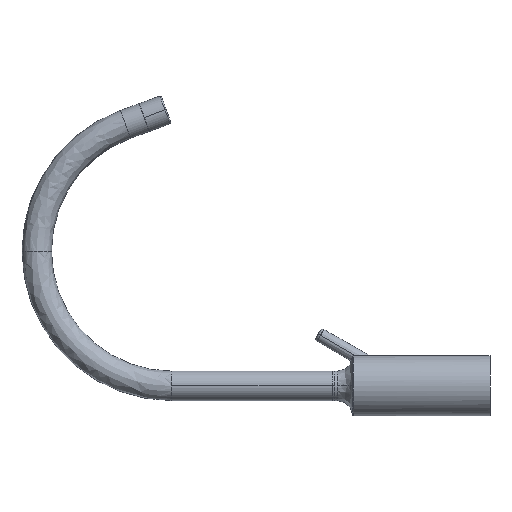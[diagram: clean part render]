
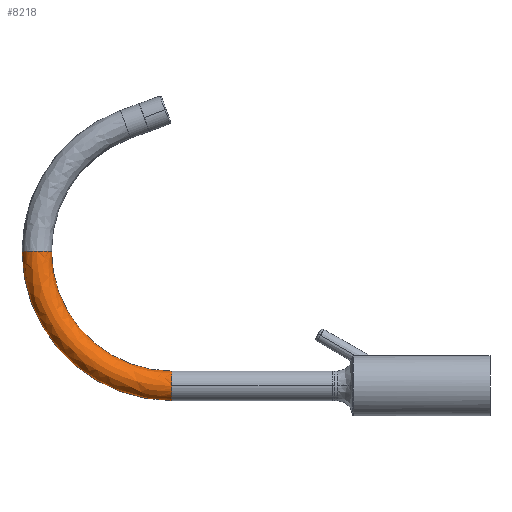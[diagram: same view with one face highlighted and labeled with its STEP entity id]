
A CAD part, left-side view. The second image highlights one B-rep face of the part: STEP entity #8218.
In plain terms, the highlighted free-form (B-spline) face has degree [3, 3] with [7, 4] control points.
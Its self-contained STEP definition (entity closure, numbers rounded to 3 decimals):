
#17 = CARTESIAN_POINT ( 'NONE',  ( -6.678, 300.058, 11.4 ) ) ;
#306 = EDGE_CURVE ( 'NONE', #8148, #4971, #2827, .T. ) ;
#375 = CARTESIAN_POINT ( 'NONE',  ( 0., 361.25, 104.085 ) ) ;
#383 = CARTESIAN_POINT ( 'NONE',  ( 0., 245.765, 0. ) ) ;
#550 = CARTESIAN_POINT ( 'NONE',  ( -6.678, 338.45, 104.085 ) ) ;
#635 = ORIENTED_EDGE ( 'NONE', *, *, #7193, .F. ) ;
#756 = CARTESIAN_POINT ( 'NONE',  ( -11.4, 356.528, 104.085 ) ) ;
#800 = CIRCLE ( 'NONE', #1780, 115.485 ) ;
#818 = CARTESIAN_POINT ( 'NONE',  ( -11.4, 343.172, 47.025 ) ) ;
#847 = CARTESIAN_POINT ( 'NONE',  ( -6.678, 361.25, 104.085 ) ) ;
#1105 = CARTESIAN_POINT ( 'NONE',  ( 0., 245.765, -11.4 ) ) ;
#1276 = VERTEX_POINT ( 'NONE', #8089 ) ;
#1436 = CARTESIAN_POINT ( 'NONE',  ( -11.4, 349.85, 43.114 ) ) ;
#1463 = CARTESIAN_POINT ( 'NONE',  ( -11.4, 245.765, -6.678 ) ) ;
#1492 = CARTESIAN_POINT ( 'NONE',  ( -11.4, 349.85, 104.085 ) ) ;
#1780 = AXIS2_PLACEMENT_3D ( 'NONE', #5406, #4810, #7556 ) ;
#2052 = ORIENTED_EDGE ( 'NONE', *, *, #3721, .T. ) ;
#2116 = CARTESIAN_POINT ( 'NONE',  ( -6.678, 361.25, 36.436 ) ) ;
#2335 = DIRECTION ( 'NONE',  ( 0., 0., -1. ) ) ;
#2469 = ORIENTED_EDGE ( 'NONE', *, *, #3268, .T. ) ;
#2750 = CARTESIAN_POINT ( 'NONE',  ( -6.678, 245.765, 11.4 ) ) ;
#2815 = CARTESIAN_POINT ( 'NONE',  ( 0., 313.414, -11.4 ) ) ;
#2827 = CIRCLE ( 'NONE', #7908, 11.4 ) ;
#3065 = DIRECTION ( 'NONE',  ( 0., 0., -1. ) ) ;
#3089 = DIRECTION ( 'NONE',  ( 0., 0., -1. ) ) ;
#3262 = CARTESIAN_POINT ( 'NONE',  ( 0., 338.45, 49.792 ) ) ;
#3268 = EDGE_CURVE ( 'NONE', #4971, #5369, #800, .T. ) ;
#3431 =( BOUNDED_SURFACE ( )  B_SPLINE_SURFACE ( 3, 3, ( 
 ( #7342, #3262, #4630, #4094 ),
 ( #550, #7499, #17, #2750 ),
 ( #5531, #818, #8255, #3536 ),
 ( #1492, #1436, #7653, #4154 ),
 ( #756, #4935, #6216, #1463 ),
 ( #847, #2116, #4246, #6896 ),
 ( #3447, #8348, #2815, #6274 ) ),
 .UNSPECIFIED., .F., .F., .T. ) 
 B_SPLINE_SURFACE_WITH_KNOTS ( ( 4, 3, 4 ),
 ( 4, 4 ),
 ( 0., 0.5, 1. ),
 ( 0., 1. ),
 .UNSPECIFIED. ) 
 GEOMETRIC_REPRESENTATION_ITEM ( )  RATIONAL_B_SPLINE_SURFACE ( (
 ( 1., 0.805, 0.805, 1.),
 ( 0.805, 0.648, 0.648, 0.805),
 ( 0.805, 0.648, 0.648, 0.805),
 ( 1., 0.805, 0.805, 1.),
 ( 0.805, 0.648, 0.648, 0.805),
 ( 0.805, 0.648, 0.648, 0.805),
 ( 1., 0.805, 0.805, 1.) ) ) 
 REPRESENTATION_ITEM ( '' )  SURFACE ( )  );
#3447 = CARTESIAN_POINT ( 'NONE',  ( 0., 361.25, 104.085 ) ) ;
#3536 = CARTESIAN_POINT ( 'NONE',  ( -11.4, 245.765, 6.678 ) ) ;
#3589 = AXIS2_PLACEMENT_3D ( 'NONE', #4396, #7836, #2335 ) ;
#3721 = EDGE_CURVE ( 'NONE', #5369, #4298, #6748, .T. ) ;
#3910 = AXIS2_PLACEMENT_3D ( 'NONE', #5068, #5801, #5749 ) ;
#4056 = ORIENTED_EDGE ( 'NONE', *, *, #306, .T. ) ;
#4094 = CARTESIAN_POINT ( 'NONE',  ( 0., 245.765, 11.4 ) ) ;
#4154 = CARTESIAN_POINT ( 'NONE',  ( -11.4, 245.765, 0. ) ) ;
#4246 = CARTESIAN_POINT ( 'NONE',  ( -6.678, 313.414, -11.4 ) ) ;
#4298 = VERTEX_POINT ( 'NONE', #8312 ) ;
#4396 = CARTESIAN_POINT ( 'NONE',  ( 0., 245.765, 0. ) ) ;
#4630 = CARTESIAN_POINT ( 'NONE',  ( 0., 300.058, 11.4 ) ) ;
#4810 = DIRECTION ( 'NONE',  ( -1., 0., 0. ) ) ;
#4858 = ORIENTED_EDGE ( 'NONE', *, *, #7150, .T. ) ;
#4935 = CARTESIAN_POINT ( 'NONE',  ( -11.4, 356.528, 39.202 ) ) ;
#4971 = VERTEX_POINT ( 'NONE', #375 ) ;
#5068 = CARTESIAN_POINT ( 'NONE',  ( 0., 245.765, 104.085 ) ) ;
#5207 = AXIS2_PLACEMENT_3D ( 'NONE', #383, #8560, #3089 ) ;
#5369 = VERTEX_POINT ( 'NONE', #1105 ) ;
#5406 = CARTESIAN_POINT ( 'NONE',  ( 0., 245.765, 104.085 ) ) ;
#5531 = CARTESIAN_POINT ( 'NONE',  ( -11.4, 343.172, 104.085 ) ) ;
#5749 = DIRECTION ( 'NONE',  ( 0., 1., 0. ) ) ;
#5801 = DIRECTION ( 'NONE',  ( -1., 0., 0. ) ) ;
#5898 = CIRCLE ( 'NONE', #3910, 92.685 ) ;
#6187 = EDGE_LOOP ( 'NONE', ( #635, #4056, #2469, #2052, #4858 ) ) ;
#6216 = CARTESIAN_POINT ( 'NONE',  ( -11.4, 310.648, -6.678 ) ) ;
#6274 = CARTESIAN_POINT ( 'NONE',  ( 0., 245.765, -11.4 ) ) ;
#6748 = CIRCLE ( 'NONE', #5207, 11.4 ) ;
#6896 = CARTESIAN_POINT ( 'NONE',  ( -6.678, 245.765, -11.4 ) ) ;
#7025 = CARTESIAN_POINT ( 'NONE',  ( 0., 338.45, 104.085 ) ) ;
#7150 = EDGE_CURVE ( 'NONE', #4298, #1276, #8267, .T. ) ;
#7193 = EDGE_CURVE ( 'NONE', #8148, #1276, #5898, .T. ) ;
#7342 = CARTESIAN_POINT ( 'NONE',  ( 0., 338.45, 104.085 ) ) ;
#7388 = FACE_OUTER_BOUND ( 'NONE', #6187, .T. ) ;
#7499 = CARTESIAN_POINT ( 'NONE',  ( -6.678, 338.45, 49.792 ) ) ;
#7556 = DIRECTION ( 'NONE',  ( 0., 1., 0. ) ) ;
#7653 = CARTESIAN_POINT ( 'NONE',  ( -11.4, 306.736, 0. ) ) ;
#7836 = DIRECTION ( 'NONE',  ( 0., 1., 0. ) ) ;
#7902 = DIRECTION ( 'NONE',  ( 0., 1., 0. ) ) ;
#7908 = AXIS2_PLACEMENT_3D ( 'NONE', #8488, #3065, #7902 ) ;
#8089 = CARTESIAN_POINT ( 'NONE',  ( 0., 245.765, 11.4 ) ) ;
#8148 = VERTEX_POINT ( 'NONE', #7025 ) ;
#8218 = ADVANCED_FACE ( 'NONE', ( #7388 ), #3431, .T. ) ;
#8255 = CARTESIAN_POINT ( 'NONE',  ( -11.4, 302.825, 6.678 ) ) ;
#8267 = CIRCLE ( 'NONE', #3589, 11.4 ) ;
#8312 = CARTESIAN_POINT ( 'NONE',  ( -11.4, 245.765, 0. ) ) ;
#8348 = CARTESIAN_POINT ( 'NONE',  ( 0., 361.25, 36.436 ) ) ;
#8488 = CARTESIAN_POINT ( 'NONE',  ( 0., 349.85, 104.085 ) ) ;
#8560 = DIRECTION ( 'NONE',  ( 0., 1., 0. ) ) ;
